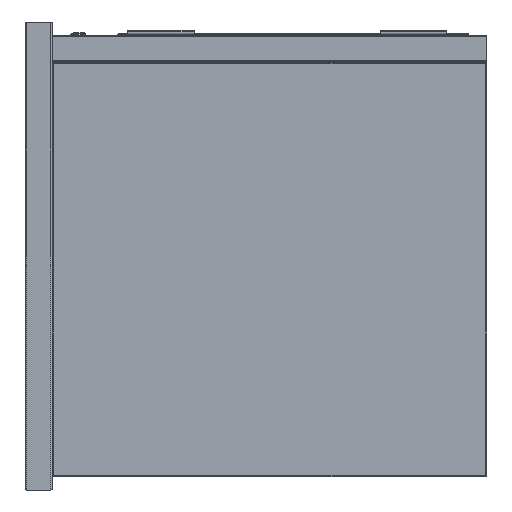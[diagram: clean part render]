
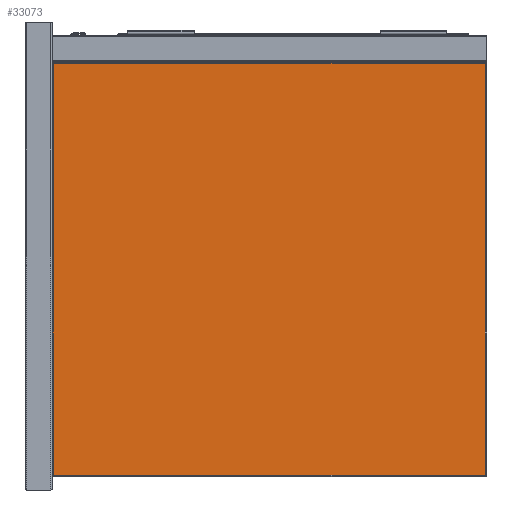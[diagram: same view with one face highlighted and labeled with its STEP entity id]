
A CAD part, left-side view. The second image highlights one B-rep face of the part: STEP entity #33073.
In plain terms, the highlighted planar face has unit normal (-1, 0, 0).
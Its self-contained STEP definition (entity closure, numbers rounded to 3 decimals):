
#1928 = CARTESIAN_POINT ( 'NONE',  ( -270., -323., -42. ) ) ;
#4766 = EDGE_CURVE ( 'NONE', #8358, #16842, #6273, .T. ) ;
#6273 = LINE ( 'NONE', #16982, #13323 ) ;
#6827 = LINE ( 'NONE', #22231, #13498 ) ;
#8358 = VERTEX_POINT ( 'NONE', #11983 ) ;
#10547 = CARTESIAN_POINT ( 'NONE',  ( -270., 325., -42. ) ) ;
#10597 = EDGE_LOOP ( 'NONE', ( #12107, #21124, #31107, #12915 ) ) ;
#10757 = VERTEX_POINT ( 'NONE', #30214 ) ;
#11462 = DIRECTION ( 'NONE',  ( 0., 0., 1. ) ) ;
#11983 = CARTESIAN_POINT ( 'NONE',  ( -270., -323., -658. ) ) ;
#12107 = ORIENTED_EDGE ( 'NONE', *, *, #4766, .T. ) ;
#12277 = DIRECTION ( 'NONE',  ( -1., 0., 0. ) ) ;
#12915 = ORIENTED_EDGE ( 'NONE', *, *, #16287, .T. ) ;
#13323 = VECTOR ( 'NONE', #11462, 1000. ) ;
#13498 = VECTOR ( 'NONE', #14284, 1000. ) ;
#14284 = DIRECTION ( 'NONE',  ( 0., -1., 0. ) ) ;
#15889 = LINE ( 'NONE', #10547, #32803 ) ;
#16287 = EDGE_CURVE ( 'NONE', #32285, #8358, #6827, .T. ) ;
#16842 = VERTEX_POINT ( 'NONE', #1928 ) ;
#16982 = CARTESIAN_POINT ( 'NONE',  ( -270., -323., -660. ) ) ;
#17620 = FACE_OUTER_BOUND ( 'NONE', #10597, .T. ) ;
#17634 = EDGE_CURVE ( 'NONE', #10757, #32285, #17925, .T. ) ;
#17925 = LINE ( 'NONE', #22444, #23474 ) ;
#21124 = ORIENTED_EDGE ( 'NONE', *, *, #33995, .T. ) ;
#22231 = CARTESIAN_POINT ( 'NONE',  ( -270., -325., -658. ) ) ;
#22444 = CARTESIAN_POINT ( 'NONE',  ( -270., 323., -660. ) ) ;
#23474 = VECTOR ( 'NONE', #33017, 1000. ) ;
#23701 = DIRECTION ( 'NONE',  ( 0., 1., 0. ) ) ;
#25054 = AXIS2_PLACEMENT_3D ( 'NONE', #28030, #12277, #33390 ) ;
#28030 = CARTESIAN_POINT ( 'NONE',  ( -270., -325., -660. ) ) ;
#28362 = PLANE ( 'NONE',  #25054 ) ;
#28942 = CARTESIAN_POINT ( 'NONE',  ( -270., 323., -658. ) ) ;
#30214 = CARTESIAN_POINT ( 'NONE',  ( -270., 323., -42. ) ) ;
#31107 = ORIENTED_EDGE ( 'NONE', *, *, #17634, .T. ) ;
#32285 = VERTEX_POINT ( 'NONE', #28942 ) ;
#32803 = VECTOR ( 'NONE', #23701, 1000. ) ;
#33017 = DIRECTION ( 'NONE',  ( 0., 0., -1. ) ) ;
#33073 = ADVANCED_FACE ( 'Fl�che7', ( #17620 ), #28362, .T. ) ;
#33390 = DIRECTION ( 'NONE',  ( 0., 0., 1. ) ) ;
#33995 = EDGE_CURVE ( 'NONE', #16842, #10757, #15889, .T. ) ;
